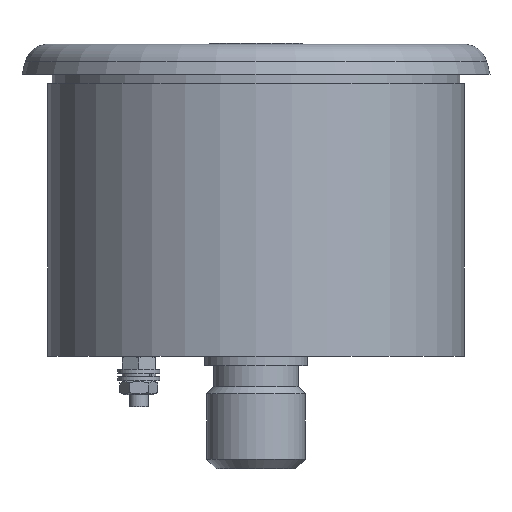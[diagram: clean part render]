
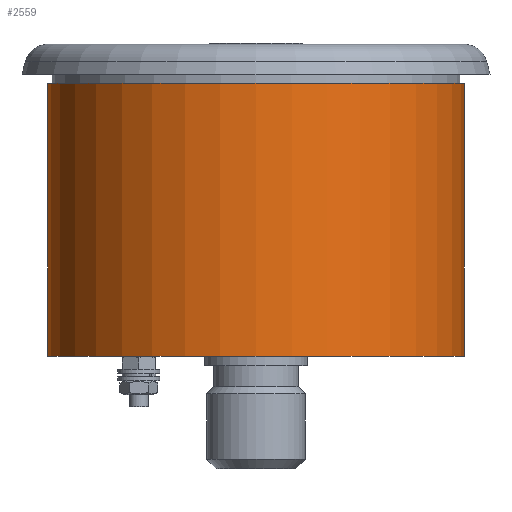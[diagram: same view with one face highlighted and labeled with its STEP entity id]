
A CAD part, front view. The second image highlights one B-rep face of the part: STEP entity #2559.
In plain terms, the highlighted cylindrical face has radius 44.5 mm (diameter 89 mm), a full revolution.
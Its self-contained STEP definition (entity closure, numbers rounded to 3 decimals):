
#48 = VECTOR ( 'NONE', #5856, 1000. ) ;
#238 = DIRECTION ( 'NONE',  ( 0., 0., -1. ) ) ;
#361 = LINE ( 'NONE', #810, #682 ) ;
#373 = FACE_OUTER_BOUND ( 'NONE', #6067, .T. ) ;
#549 = EDGE_CURVE ( 'NONE', #1789, #2040, #361, .T. ) ;
#682 = VECTOR ( 'NONE', #2328, 1000. ) ;
#689 = DIRECTION ( 'NONE',  ( -1., 0., 0. ) ) ;
#810 = CARTESIAN_POINT ( 'NONE',  ( -0.05, 43.268, -55.25 ) ) ;
#893 = CARTESIAN_POINT ( 'NONE',  ( -44.5, -1.232, 1. ) ) ;
#908 = CIRCLE ( 'NONE', #6256, 44.5 ) ;
#1273 = DIRECTION ( 'NONE',  ( -1., 0., 0. ) ) ;
#1411 = CARTESIAN_POINT ( 'NONE',  ( 0., -1.232, -1.5 ) ) ;
#1592 = CARTESIAN_POINT ( 'NONE',  ( 0., -1.232, -57.25 ) ) ;
#1736 = CARTESIAN_POINT ( 'NONE',  ( 0., -1.232, 1. ) ) ;
#1789 = VERTEX_POINT ( 'NONE', #2774 ) ;
#1858 = DIRECTION ( 'NONE',  ( -1., 0., 0. ) ) ;
#1893 = FACE_BOUND ( 'NONE', #4838, .T. ) ;
#2040 = VERTEX_POINT ( 'NONE', #3589 ) ;
#2215 = DIRECTION ( 'NONE',  ( -1., 0., 0. ) ) ;
#2237 = DIRECTION ( 'NONE',  ( 0., 0., -1. ) ) ;
#2263 = CARTESIAN_POINT ( 'NONE',  ( 0.05, 43.268, -55.25 ) ) ;
#2328 = DIRECTION ( 'NONE',  ( 0., 0., 1. ) ) ;
#2416 = LINE ( 'NONE', #6345, #48 ) ;
#2559 = ADVANCED_FACE ( 'NONE', ( #1893, #3802, #373 ), #5822, .T. ) ;
#2630 = DIRECTION ( 'NONE',  ( 0., 0., -1. ) ) ;
#2650 = DIRECTION ( 'NONE',  ( -1., 0., 0. ) ) ;
#2774 = CARTESIAN_POINT ( 'NONE',  ( -0.05, 43.268, -55.25 ) ) ;
#2837 = VERTEX_POINT ( 'NONE', #893 ) ;
#2856 = CARTESIAN_POINT ( 'NONE',  ( 0., -1.232, -55.25 ) ) ;
#2880 = AXIS2_PLACEMENT_3D ( 'NONE', #2856, #2237, #1273 ) ;
#3016 = AXIS2_PLACEMENT_3D ( 'NONE', #1411, #3385, #1858 ) ;
#3112 = EDGE_CURVE ( 'NONE', #3191, #3191, #5380, .T. ) ;
#3191 = VERTEX_POINT ( 'NONE', #4627 ) ;
#3385 = DIRECTION ( 'NONE',  ( 0., 0., -1. ) ) ;
#3559 = CIRCLE ( 'NONE', #5193, 44.5 ) ;
#3589 = CARTESIAN_POINT ( 'NONE',  ( -0.05, 43.268, -0.25 ) ) ;
#3637 = ORIENTED_EDGE ( 'NONE', *, *, #4997, .F. ) ;
#3735 = ORIENTED_EDGE ( 'NONE', *, *, #5863, .T. ) ;
#3757 = VERTEX_POINT ( 'NONE', #5618 ) ;
#3802 = FACE_OUTER_BOUND ( 'NONE', #4144, .T. ) ;
#3896 = VERTEX_POINT ( 'NONE', #2263 ) ;
#4144 = EDGE_LOOP ( 'NONE', ( #5208 ) ) ;
#4346 = ORIENTED_EDGE ( 'NONE', *, *, #4920, .T. ) ;
#4627 = CARTESIAN_POINT ( 'NONE',  ( -44.5, -1.232, -57.25 ) ) ;
#4629 = EDGE_CURVE ( 'NONE', #2837, #2837, #3559, .T. ) ;
#4655 = CARTESIAN_POINT ( 'NONE',  ( 0., -1.232, -0.25 ) ) ;
#4838 = EDGE_LOOP ( 'NONE', ( #3637, #5115, #3735, #4346 ) ) ;
#4864 = AXIS2_PLACEMENT_3D ( 'NONE', #1592, #2630, #689 ) ;
#4920 = EDGE_CURVE ( 'NONE', #3896, #3757, #2416, .T. ) ;
#4997 = EDGE_CURVE ( 'NONE', #2040, #3757, #908, .T. ) ;
#5115 = ORIENTED_EDGE ( 'NONE', *, *, #549, .F. ) ;
#5193 = AXIS2_PLACEMENT_3D ( 'NONE', #1736, #6091, #2650 ) ;
#5208 = ORIENTED_EDGE ( 'NONE', *, *, #4629, .T. ) ;
#5380 = CIRCLE ( 'NONE', #4864, 44.5 ) ;
#5592 = ORIENTED_EDGE ( 'NONE', *, *, #3112, .F. ) ;
#5618 = CARTESIAN_POINT ( 'NONE',  ( 0.05, 43.268, -0.25 ) ) ;
#5643 = CIRCLE ( 'NONE', #2880, 44.5 ) ;
#5822 = CYLINDRICAL_SURFACE ( 'NONE', #3016, 44.5 ) ;
#5856 = DIRECTION ( 'NONE',  ( 0., 0., 1. ) ) ;
#5863 = EDGE_CURVE ( 'NONE', #1789, #3896, #5643, .T. ) ;
#6067 = EDGE_LOOP ( 'NONE', ( #5592 ) ) ;
#6091 = DIRECTION ( 'NONE',  ( 0., 0., -1. ) ) ;
#6256 = AXIS2_PLACEMENT_3D ( 'NONE', #4655, #238, #2215 ) ;
#6345 = CARTESIAN_POINT ( 'NONE',  ( 0.05, 43.268, -55.25 ) ) ;
